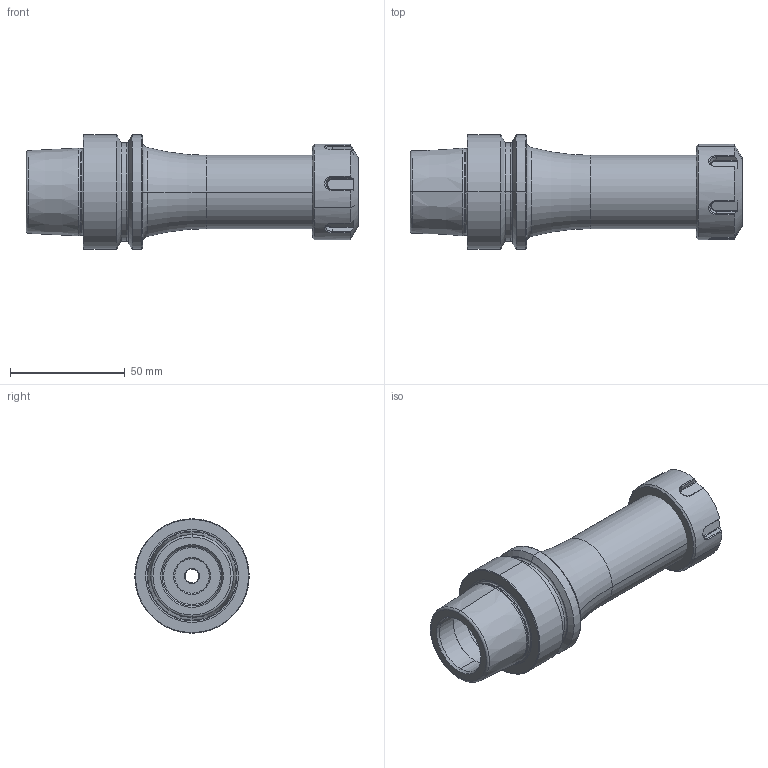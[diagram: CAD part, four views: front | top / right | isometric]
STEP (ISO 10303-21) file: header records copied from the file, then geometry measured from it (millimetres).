
FILE_DESCRIPTION (( 'STEP AP203' ), '1' );
FILE_NAME ('HE5.E25.K01.120.STEP', '2018-02-16T12:26:06', ( 'SWIAdmin' ), ( 'Hewlett-Packard Company' ), 'SwSTEP 2.0', 'SolidWorks 2017', '' );
FILE_SCHEMA (( 'CONFIG_CONTROL_DESIGN' ));
Length unit declared in the file: millimetre
Products named in the file (4): E25-ER1.001.020; ERU-AN5.K01.020_A; HE5.E25.K01.120; HE5-E25.K01.120_A_Fertigbearbeitung
Assembly tree (3 placements, depth 2):
  HE5.E25.K01.120
    HE5-E25.K01.120_A_Fertigbearbeitung
    E25-ER1.001.020
    ERU-AN5.K01.020_A
Bounding box: 144.9 x 50 x 50 mm (x, y, z)
Volume: 121282 mm3; surface area: 33731.8 mm2
Topology: 3 solids, 3 shells, 226 faces, 519 edges, 306 vertices
Faces by surface type: plane 92, cone 59, cylinder 43, torus 32
Entity records: 7183 total; most frequent: CARTESIAN_POINT 1664, DIRECTION 1125, ORIENTED_EDGE 1038, EDGE_CURVE 519, AXIS2_PLACEMENT_3D 449, VERTEX_POINT 306, EDGE_LOOP 239, VECTOR 227
